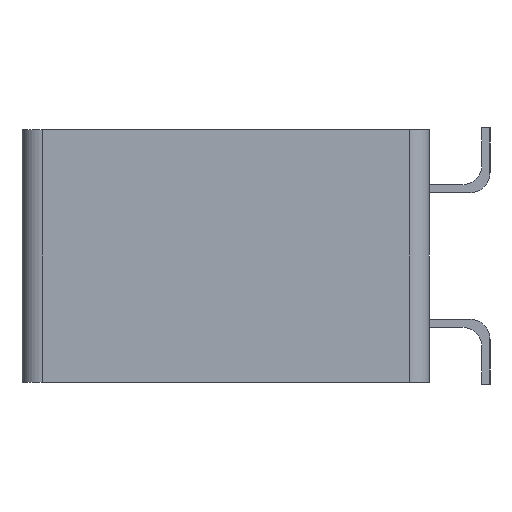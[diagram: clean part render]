
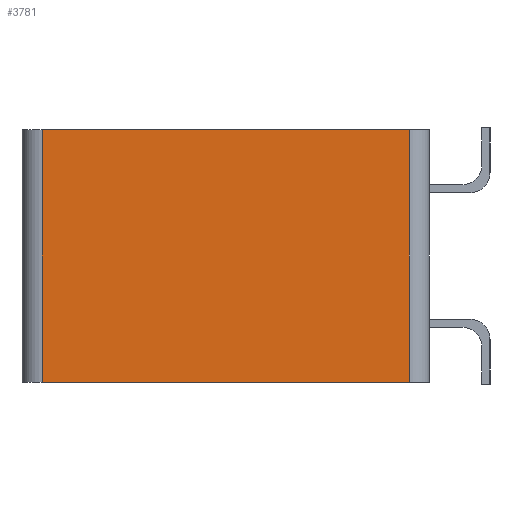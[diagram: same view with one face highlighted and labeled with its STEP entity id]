
A CAD part, left-side view. The second image highlights one B-rep face of the part: STEP entity #3781.
In plain terms, the highlighted planar face has unit normal (-1, 0, 0).
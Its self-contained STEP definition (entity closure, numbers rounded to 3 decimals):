
#1281=DIRECTION('',(0.,1.,0.));
#1282=VECTOR('',#1281,11.44);
#1283=CARTESIAN_POINT('',(-16.405,0.63,3.935));
#1284=LINE('',#1283,#1282);
#1285=DIRECTION('',(0.,0.,1.));
#1286=VECTOR('',#1285,7.87);
#1287=CARTESIAN_POINT('',(-16.405,12.07,-3.935));
#1288=LINE('',#1287,#1286);
#1289=DIRECTION('',(0.,0.,-1.));
#1290=VECTOR('',#1289,7.87);
#1291=CARTESIAN_POINT('',(-16.405,0.63,3.935));
#1292=LINE('',#1291,#1290);
#1293=DIRECTION('',(0.,1.,0.));
#1294=VECTOR('',#1293,11.44);
#1295=CARTESIAN_POINT('',(-16.405,0.63,-3.935));
#1296=LINE('',#1295,#1294);
#1890=CARTESIAN_POINT('',(-16.405,12.07,3.935));
#1892=VERTEX_POINT('',#1890);
#1893=CARTESIAN_POINT('',(-16.405,12.07,-3.935));
#1894=VERTEX_POINT('',#1893);
#1914=CARTESIAN_POINT('',(-16.405,0.63,-3.935));
#1916=VERTEX_POINT('',#1914);
#1917=CARTESIAN_POINT('',(-16.405,0.63,3.935));
#1918=VERTEX_POINT('',#1917);
#3768=CARTESIAN_POINT('',(-16.405,0.,-3.935));
#3769=DIRECTION('',(-1.,0.,0.));
#3770=DIRECTION('',(0.,0.,1.));
#3771=AXIS2_PLACEMENT_3D('',#3768,#3769,#3770);
#3772=PLANE('',#3771);
#3773=ORIENTED_EDGE('',*,*,#3759,.T.);
#3774=ORIENTED_EDGE('',*,*,#3748,.F.);
#3776=ORIENTED_EDGE('',*,*,#3775,.T.);
#3778=ORIENTED_EDGE('',*,*,#3777,.T.);
#3779=EDGE_LOOP('',(#3773,#3774,#3776,#3778));
#3780=FACE_OUTER_BOUND('',#3779,.F.);
#3748=EDGE_CURVE('',#1918,#1892,#1284,.T.);
#3759=EDGE_CURVE('',#1894,#1892,#1288,.T.);
#3775=EDGE_CURVE('',#1918,#1916,#1292,.T.);
#3777=EDGE_CURVE('',#1916,#1894,#1296,.T.);
#3781=ADVANCED_FACE('',(#3780),#3772,.T.);
